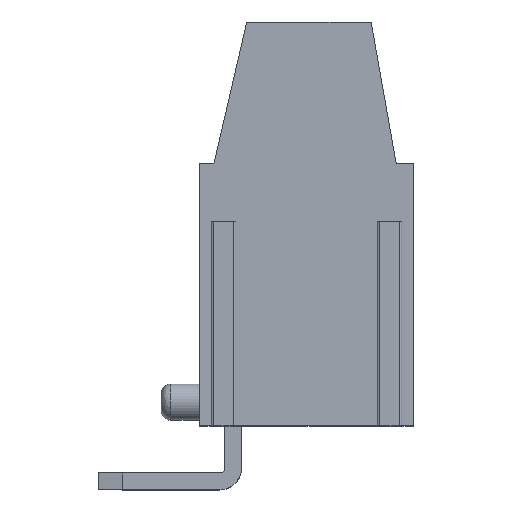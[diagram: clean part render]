
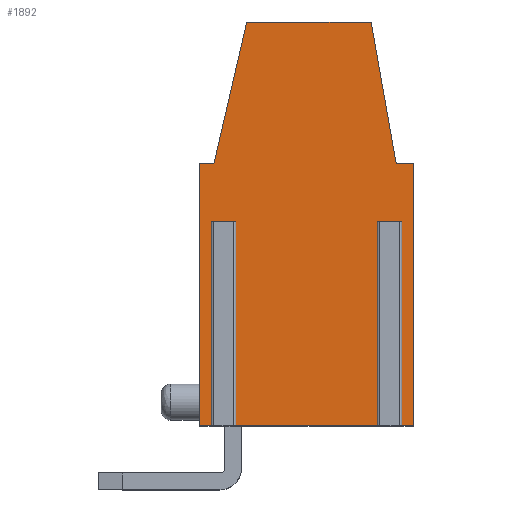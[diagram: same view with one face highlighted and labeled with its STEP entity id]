
A CAD part, top view. The second image highlights one B-rep face of the part: STEP entity #1892.
In plain terms, the highlighted planar face has unit normal (0, 0, 1).
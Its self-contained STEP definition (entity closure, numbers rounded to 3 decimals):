
#13=DIRECTION('',(-1.,0.,0.));
#14=VECTOR('',#13,0.814);
#15=CARTESIAN_POINT('',(6.453,1.45,7.5));
#16=LINE('',#15,#14);
#17=DIRECTION('',(0.,-1.,0.));
#18=VECTOR('',#17,8.5);
#19=CARTESIAN_POINT('',(5.639,1.45,7.5));
#20=LINE('',#19,#18);
#21=DIRECTION('',(-1.,0.,0.));
#22=VECTOR('',#21,6.078);
#23=CARTESIAN_POINT('',(5.639,-7.05,7.5));
#24=LINE('',#23,#22);
#25=DIRECTION('',(0.,-1.,0.));
#26=VECTOR('',#25,8.5);
#27=CARTESIAN_POINT('',(-0.439,1.45,7.5));
#28=LINE('',#27,#26);
#29=DIRECTION('',(-1.,0.,0.));
#30=VECTOR('',#29,0.814);
#31=CARTESIAN_POINT('',(-0.439,1.45,7.5));
#32=LINE('',#31,#30);
#33=DIRECTION('',(0.,-1.,0.));
#34=VECTOR('',#33,8.5);
#35=CARTESIAN_POINT('',(-1.253,1.45,7.5));
#36=LINE('',#35,#34);
#37=DIRECTION('',(-1.,0.,0.));
#38=VECTOR('',#37,0.597);
#39=CARTESIAN_POINT('',(-1.253,-7.05,7.5));
#40=LINE('',#39,#38);
#41=DIRECTION('',(0.,1.,0.));
#42=VECTOR('',#41,10.9);
#43=CARTESIAN_POINT('',(-1.85,-7.05,7.5));
#44=LINE('',#43,#42);
#45=DIRECTION('',(1.,0.,0.));
#46=VECTOR('',#45,0.6);
#47=CARTESIAN_POINT('',(-1.85,3.85,7.5));
#48=LINE('',#47,#46);
#49=DIRECTION('',(0.225,0.974,0.));
#50=VECTOR('',#49,6.055);
#51=CARTESIAN_POINT('',(-1.25,3.85,7.5));
#52=LINE('',#51,#50);
#53=DIRECTION('',(1.,0.,0.));
#54=VECTOR('',#53,5.178);
#55=CARTESIAN_POINT('',(0.112,9.75,7.5));
#56=LINE('',#55,#54);
#57=DIRECTION('',(0.174,-0.985,0.));
#58=VECTOR('',#57,5.991);
#59=CARTESIAN_POINT('',(5.29,9.75,7.5));
#60=LINE('',#59,#58);
#61=DIRECTION('',(1.,0.,0.));
#62=VECTOR('',#61,0.72);
#63=CARTESIAN_POINT('',(6.33,3.85,7.5));
#64=LINE('',#63,#62);
#65=DIRECTION('',(0.,-1.,0.));
#66=VECTOR('',#65,10.9);
#67=CARTESIAN_POINT('',(7.05,3.85,7.5));
#68=LINE('',#67,#66);
#69=DIRECTION('',(-1.,0.,0.));
#70=VECTOR('',#69,0.597);
#71=CARTESIAN_POINT('',(7.05,-7.05,7.5));
#72=LINE('',#71,#70);
#73=DIRECTION('',(0.,-1.,0.));
#74=VECTOR('',#73,8.5);
#75=CARTESIAN_POINT('',(6.453,1.45,7.5));
#76=LINE('',#75,#74);
#1449=CARTESIAN_POINT('',(7.05,3.85,7.5));
#1450=CARTESIAN_POINT('',(7.05,-7.05,7.5));
#1451=VERTEX_POINT('',#1449);
#1452=VERTEX_POINT('',#1450);
#1453=CARTESIAN_POINT('',(6.33,3.85,7.5));
#1454=VERTEX_POINT('',#1453);
#1455=CARTESIAN_POINT('',(5.29,9.75,7.5));
#1456=VERTEX_POINT('',#1455);
#1457=CARTESIAN_POINT('',(0.112,9.75,7.5));
#1458=VERTEX_POINT('',#1457);
#1459=CARTESIAN_POINT('',(-1.25,3.85,7.5));
#1460=VERTEX_POINT('',#1459);
#1461=CARTESIAN_POINT('',(-1.85,3.85,7.5));
#1462=VERTEX_POINT('',#1461);
#1463=CARTESIAN_POINT('',(-1.85,-7.05,7.5));
#1464=VERTEX_POINT('',#1463);
#1593=CARTESIAN_POINT('',(6.453,1.45,7.5));
#1594=CARTESIAN_POINT('',(5.639,1.45,7.5));
#1595=VERTEX_POINT('',#1593);
#1596=VERTEX_POINT('',#1594);
#1597=CARTESIAN_POINT('',(-0.439,1.45,7.5));
#1598=CARTESIAN_POINT('',(-1.253,1.45,7.5));
#1599=VERTEX_POINT('',#1597);
#1600=VERTEX_POINT('',#1598);
#1601=CARTESIAN_POINT('',(-1.253,-7.05,7.5));
#1602=VERTEX_POINT('',#1601);
#1603=CARTESIAN_POINT('',(-0.439,-7.05,7.5));
#1604=VERTEX_POINT('',#1603);
#1605=CARTESIAN_POINT('',(5.639,-7.05,7.5));
#1606=VERTEX_POINT('',#1605);
#1607=CARTESIAN_POINT('',(6.453,-7.05,7.5));
#1608=VERTEX_POINT('',#1607);
#1853=CARTESIAN_POINT('',(0.,0.,7.5));
#1854=DIRECTION('',(0.,0.,1.));
#1855=DIRECTION('',(1.,0.,0.));
#1856=AXIS2_PLACEMENT_3D('',#1853,#1854,#1855);
#1857=PLANE('',#1856);
#1859=ORIENTED_EDGE('',*,*,#1858,.T.);
#1861=ORIENTED_EDGE('',*,*,#1860,.T.);
#1863=ORIENTED_EDGE('',*,*,#1862,.T.);
#1865=ORIENTED_EDGE('',*,*,#1864,.F.);
#1867=ORIENTED_EDGE('',*,*,#1866,.T.);
#1869=ORIENTED_EDGE('',*,*,#1868,.T.);
#1871=ORIENTED_EDGE('',*,*,#1870,.T.);
#1873=ORIENTED_EDGE('',*,*,#1872,.T.);
#1875=ORIENTED_EDGE('',*,*,#1874,.T.);
#1877=ORIENTED_EDGE('',*,*,#1876,.T.);
#1879=ORIENTED_EDGE('',*,*,#1878,.T.);
#1881=ORIENTED_EDGE('',*,*,#1880,.T.);
#1883=ORIENTED_EDGE('',*,*,#1882,.T.);
#1885=ORIENTED_EDGE('',*,*,#1884,.T.);
#1887=ORIENTED_EDGE('',*,*,#1886,.T.);
#1889=ORIENTED_EDGE('',*,*,#1888,.F.);
#1890=EDGE_LOOP('',(#1859,#1861,#1863,#1865,#1867,#1869,#1871,#1873,#1875,#1877,
#1879,#1881,#1883,#1885,#1887,#1889));
#1891=FACE_OUTER_BOUND('',#1890,.F.);
#1858=EDGE_CURVE('',#1595,#1596,#16,.T.);
#1860=EDGE_CURVE('',#1596,#1606,#20,.T.);
#1862=EDGE_CURVE('',#1606,#1604,#24,.T.);
#1864=EDGE_CURVE('',#1599,#1604,#28,.T.);
#1866=EDGE_CURVE('',#1599,#1600,#32,.T.);
#1868=EDGE_CURVE('',#1600,#1602,#36,.T.);
#1870=EDGE_CURVE('',#1602,#1464,#40,.T.);
#1872=EDGE_CURVE('',#1464,#1462,#44,.T.);
#1874=EDGE_CURVE('',#1462,#1460,#48,.T.);
#1876=EDGE_CURVE('',#1460,#1458,#52,.T.);
#1878=EDGE_CURVE('',#1458,#1456,#56,.T.);
#1880=EDGE_CURVE('',#1456,#1454,#60,.T.);
#1882=EDGE_CURVE('',#1454,#1451,#64,.T.);
#1884=EDGE_CURVE('',#1451,#1452,#68,.T.);
#1886=EDGE_CURVE('',#1452,#1608,#72,.T.);
#1888=EDGE_CURVE('',#1595,#1608,#76,.T.);
#1892=ADVANCED_FACE('',(#1891),#1857,.T.);
